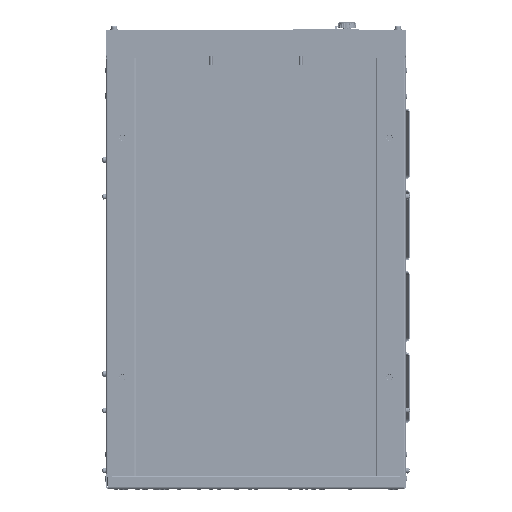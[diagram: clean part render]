
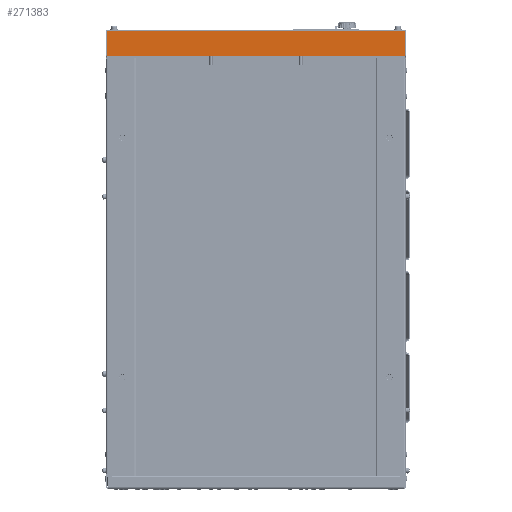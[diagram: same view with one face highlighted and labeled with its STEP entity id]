
A CAD part, front view. The second image highlights one B-rep face of the part: STEP entity #271383.
In plain terms, the highlighted planar face has unit normal (0, -1, 0).
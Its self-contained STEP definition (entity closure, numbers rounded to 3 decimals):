
#13029 = CARTESIAN_POINT ( 'NONE',  ( -174.2, -602.557, 534.5 ) ) ;
#13705 = FACE_OUTER_BOUND ( 'NONE', #27913, .T. ) ;
#27913 = EDGE_LOOP ( 'NONE', ( #64221, #103120, #236577, #238492 ) ) ;
#39972 = CARTESIAN_POINT ( 'NONE',  ( 174.2, -602.557, 505.052 ) ) ;
#41753 = CARTESIAN_POINT ( 'NONE',  ( 1322.885, -602.557, 505.052 ) ) ;
#44229 = PLANE ( 'NONE',  #214139 ) ;
#64221 = ORIENTED_EDGE ( 'NONE', *, *, #269734, .F. ) ;
#74572 = LINE ( 'NONE', #143801, #275695 ) ;
#91390 = CARTESIAN_POINT ( 'NONE',  ( 174.2, -602.557, 534.5 ) ) ;
#101355 = CARTESIAN_POINT ( 'NONE',  ( 174.2, -602.557, 534.5 ) ) ;
#103120 = ORIENTED_EDGE ( 'NONE', *, *, #108287, .T. ) ;
#108287 = EDGE_CURVE ( 'NONE', #178226, #227120, #287722, .T. ) ;
#112106 = DIRECTION ( 'NONE',  ( -1., 0., 0. ) ) ;
#135141 = DIRECTION ( 'NONE',  ( 0., 0., -1. ) ) ;
#136273 = VECTOR ( 'NONE', #135141, 1000. ) ;
#138093 = DIRECTION ( 'NONE',  ( 0., 0., 1. ) ) ;
#143801 = CARTESIAN_POINT ( 'NONE',  ( 1322.885, -602.557, 534.5 ) ) ;
#152087 = EDGE_CURVE ( 'NONE', #227120, #267626, #74572, .T. ) ;
#154747 = CARTESIAN_POINT ( 'NONE',  ( -174.2, -602.557, 505.052 ) ) ;
#178226 = VERTEX_POINT ( 'NONE', #39972 ) ;
#214139 = AXIS2_PLACEMENT_3D ( 'NONE', #308268, #239029, #235867 ) ;
#217209 = DIRECTION ( 'NONE',  ( -1., 0., 0. ) ) ;
#227120 = VERTEX_POINT ( 'NONE', #101355 ) ;
#235867 = DIRECTION ( 'NONE',  ( 0., 0., 1. ) ) ;
#236577 = ORIENTED_EDGE ( 'NONE', *, *, #152087, .T. ) ;
#238492 = ORIENTED_EDGE ( 'NONE', *, *, #280418, .T. ) ;
#239029 = DIRECTION ( 'NONE',  ( 0., 1., 0. ) ) ;
#252773 = CARTESIAN_POINT ( 'NONE',  ( -174.2, -602.557, 534.5 ) ) ;
#259315 = VERTEX_POINT ( 'NONE', #154747 ) ;
#262282 = LINE ( 'NONE', #41753, #275278 ) ;
#267626 = VERTEX_POINT ( 'NONE', #13029 ) ;
#269734 = EDGE_CURVE ( 'NONE', #178226, #259315, #262282, .T. ) ;
#271383 = ADVANCED_FACE ( 'NONE', ( #13705 ), #44229, .F. ) ;
#275278 = VECTOR ( 'NONE', #217209, 1000. ) ;
#275695 = VECTOR ( 'NONE', #112106, 1000. ) ;
#280418 = EDGE_CURVE ( 'NONE', #267626, #259315, #304191, .T. ) ;
#287722 = LINE ( 'NONE', #91390, #290883 ) ;
#290883 = VECTOR ( 'NONE', #138093, 1000. ) ;
#304191 = LINE ( 'NONE', #252773, #136273 ) ;
#308268 = CARTESIAN_POINT ( 'NONE',  ( 1322.885, -602.557, 534.5 ) ) ;
